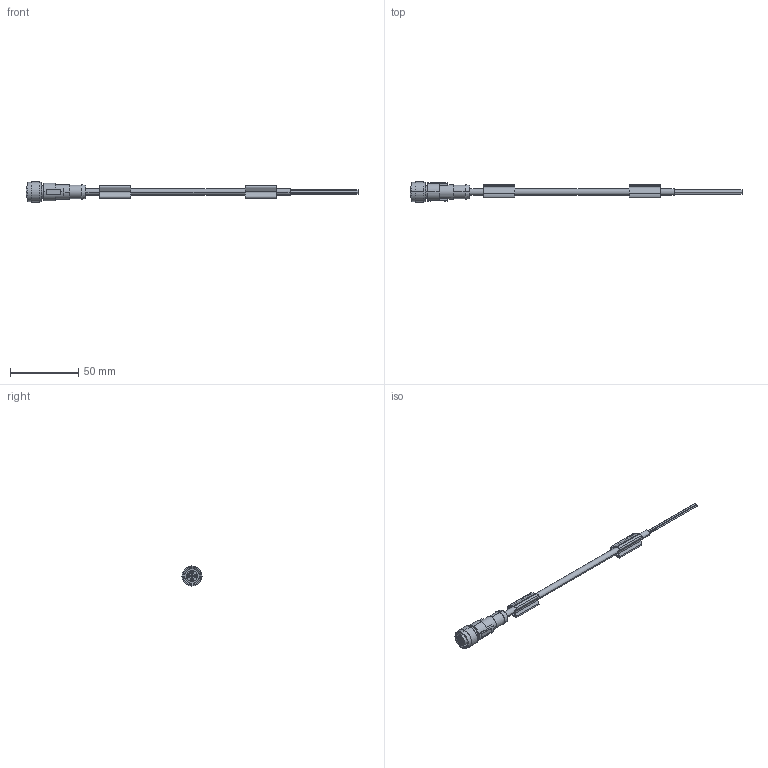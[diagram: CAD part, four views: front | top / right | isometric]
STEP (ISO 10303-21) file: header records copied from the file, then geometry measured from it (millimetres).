
FILE_DESCRIPTION(('SolidDesigner STEP Export'),'2;1');
FILE_NAME('1683002.stp','2009-07-15T 9:31:14',(''),(''),'CoCreate Modeling STEP processor for AP214 (Solid Model)','CoCreate Modeling 16.00A 16-Aug-2008 (C) Parametric Technology GmbH','');
FILE_SCHEMA(('AUTOMOTIVE_DESIGN { 1 0 10303 214 1 1 1 1 }'));
Length unit declared in the file: millimetre
Products named in the file (2): 1683002
Assembly tree (1 placements, depth 2):
  1683002
    1683002
Bounding box: 243.9 x 14.7 x 14.7 mm (x, y, z)
Volume: 8371.6 mm3; surface area: 8635.1 mm2
Topology: 1 solids, 1 shells, 262 faces, 714 edges, 471 vertices
Faces by surface type: cylinder 126, plane 82, cone 36, extrusion 18
Entity records: 11092 total; most frequent: CARTESIAN_POINT 3033, ORIENTED_EDGE 1428, DIRECTION 1079, EDGE_CURVE 714, VERTEX_POINT 471, AXIS2_PLACEMENT_3D 368, VECTOR 343, LINE 325
